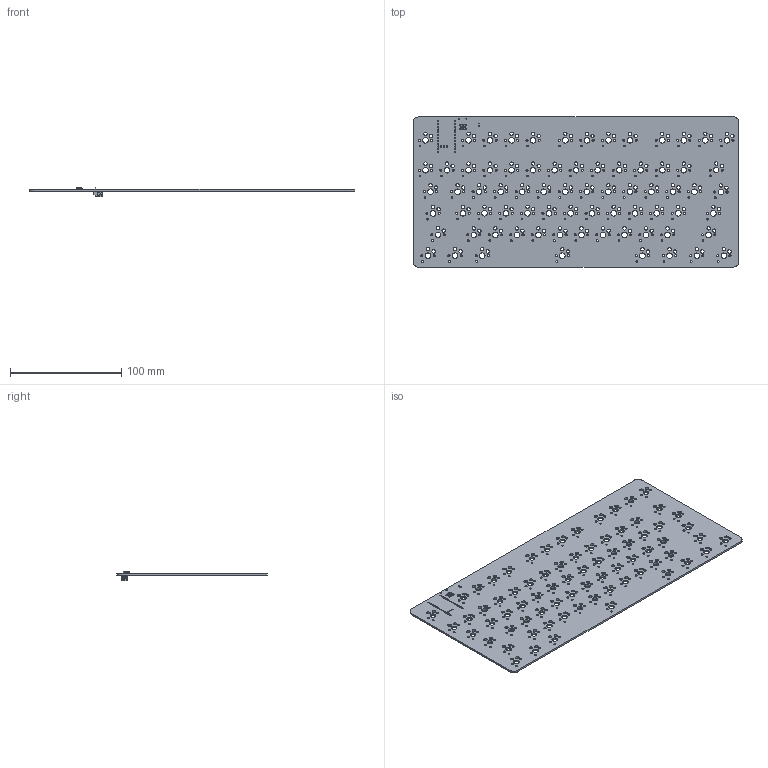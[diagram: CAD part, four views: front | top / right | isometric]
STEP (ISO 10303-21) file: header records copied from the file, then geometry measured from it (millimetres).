
FILE_DESCRIPTION(('KiCad electronic assembly'),'2;1');
FILE_NAME('CustomKeyboard.step','2025-02-10T14:22:37',('Pcbnew'),( 'Kicad'),'Open CASCADE STEP processor 7.8','KiCad to STEP converter' ,'Unknown');
FILE_SCHEMA(('AUTOMOTIVE_DESIGN { 1 0 10303 214 1 1 1 1 }'));
Length unit declared in the file: millimetre
Products named in the file (8): CustomKeyboard 1; SW_SPST_TL3342; D_0603_1608Metric; D_0603; JST_PH_S2B-PH-K_1x02_P2.00mm_Horizontal; JST_S2B_PH_K; CustomKeyboard_PCB
Assembly tree (80 placements, depth 3):
  CustomKeyboard 1
    SW_SPST_TL3342
      SW_SPST_TL3342
    D_0603_1608Metric  x74
      D_0603
    JST_PH_S2B-PH-K_1x02_P2.00mm_Horizontal
      JST_S2B_PH_K
    CustomKeyboard_PCB
Bounding box: 293 x 135 x 8.25 mm (x, y, z)
Volume: 58365.6 mm3; surface area: 81266.8 mm2
Topology: 77 solids, 78 shells, 3677 faces, 10279 edges, 6839 vertices
Faces by surface type: plane 2102, cylinder 1558, bspline 16, torus 1
Full cylindrical faces by diameter (mm): 0.75 x2, 1 x2, 1.092 x27, 1.6 x74, 1.9 x148, 2 x1, 3.05 x148, 5.05 x74
Entity records: 33572 total; most frequent: CARTESIAN_POINT 5913, DIRECTION 5195, ORIENTED_EDGE 4790, EDGE_CURVE 2395, AXIS2_PLACEMENT_3D 1961, FACE_BOUND 1794, EDGE_LOOP 1794, VERTEX_POINT 1583
